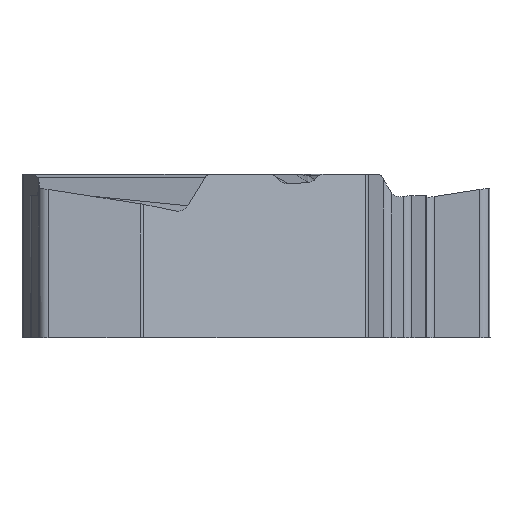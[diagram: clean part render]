
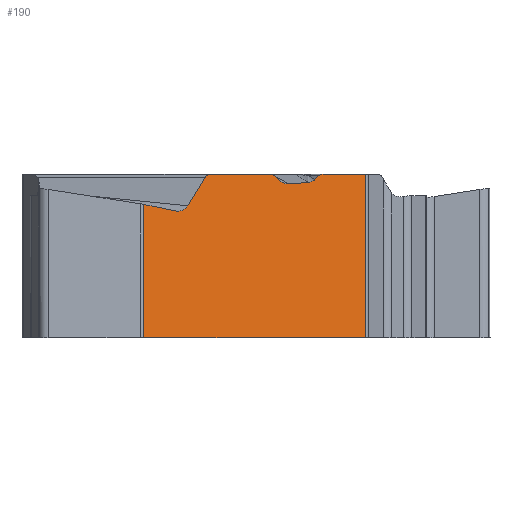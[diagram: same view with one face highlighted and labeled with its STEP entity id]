
A CAD part, front view. The second image highlights one B-rep face of the part: STEP entity #190.
In plain terms, the highlighted planar face has unit normal (0.5, -0.866, 0).
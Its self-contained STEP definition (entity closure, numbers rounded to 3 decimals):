
#134=PLANE('',#2137);
#190=ADVANCED_FACE('',(#340),#134,.F.);
#340=FACE_OUTER_BOUND('',#444,.T.);
#444=EDGE_LOOP('',(#693,#694,#695,#696,#697,#698,#699,#700,#701,#702,#703,
#704,#705,#706,#707,#708));
#537=ELLIPSE('',#2082,0.368,0.32);
#556=ELLIPSE('',#2134,0.15,0.15);
#557=ELLIPSE('',#2135,0.167,0.15);
#558=ELLIPSE('',#2136,0.177,0.15);
#693=ORIENTED_EDGE('',*,*,#1460,.F.);
#694=ORIENTED_EDGE('',*,*,#1461,.T.);
#695=ORIENTED_EDGE('',*,*,#1462,.F.);
#696=ORIENTED_EDGE('',*,*,#1463,.F.);
#697=ORIENTED_EDGE('',*,*,#1464,.F.);
#698=ORIENTED_EDGE('',*,*,#1465,.F.);
#699=ORIENTED_EDGE('',*,*,#1466,.F.);
#700=ORIENTED_EDGE('',*,*,#1467,.F.);
#701=ORIENTED_EDGE('',*,*,#1468,.F.);
#702=ORIENTED_EDGE('',*,*,#1469,.F.);
#703=ORIENTED_EDGE('',*,*,#1470,.F.);
#704=ORIENTED_EDGE('',*,*,#1471,.F.);
#705=ORIENTED_EDGE('',*,*,#1472,.F.);
#706=ORIENTED_EDGE('',*,*,#1369,.T.);
#707=ORIENTED_EDGE('',*,*,#1473,.F.);
#708=ORIENTED_EDGE('',*,*,#1474,.T.);
#1174=VERTEX_POINT('',#3332);
#1176=VERTEX_POINT('',#3335);
#1247=VERTEX_POINT('',#3572);
#1248=VERTEX_POINT('',#3573);
#1249=VERTEX_POINT('',#3575);
#1250=VERTEX_POINT('',#3577);
#1251=VERTEX_POINT('',#3579);
#1252=VERTEX_POINT('',#3581);
#1253=VERTEX_POINT('',#3595);
#1254=VERTEX_POINT('',#3597);
#1255=VERTEX_POINT('',#3611);
#1256=VERTEX_POINT('',#3613);
#1257=VERTEX_POINT('',#3615);
#1258=VERTEX_POINT('',#3617);
#1259=VERTEX_POINT('',#3619);
#1260=VERTEX_POINT('',#3622);
#1369=EDGE_CURVE('',#1176,#1174,#537,.T.);
#1460=EDGE_CURVE('',#1247,#1248,#1716,.T.);
#1461=EDGE_CURVE('',#1247,#1249,#1717,.T.);
#1462=EDGE_CURVE('',#1250,#1249,#1718,.T.);
#1463=EDGE_CURVE('',#1251,#1250,#556,.T.);
#1464=EDGE_CURVE('',#1252,#1251,#1719,.T.);
#1465=EDGE_CURVE('',#1253,#1252,#2031,.T.);
#1466=EDGE_CURVE('',#1254,#1253,#1720,.T.);
#1467=EDGE_CURVE('',#1255,#1254,#2032,.T.);
#1468=EDGE_CURVE('',#1256,#1255,#1721,.T.);
#1469=EDGE_CURVE('',#1257,#1256,#557,.T.);
#1470=EDGE_CURVE('',#1258,#1257,#1722,.T.);
#1471=EDGE_CURVE('',#1259,#1258,#558,.T.);
#1472=EDGE_CURVE('',#1176,#1259,#1723,.T.);
#1473=EDGE_CURVE('',#1260,#1174,#1724,.T.);
#1474=EDGE_CURVE('',#1260,#1248,#1725,.T.);
#1716=LINE('',#3571,#1890);
#1717=LINE('',#3574,#1891);
#1718=LINE('',#3576,#1892);
#1719=LINE('',#3580,#1893);
#1720=LINE('',#3596,#1894);
#1721=LINE('',#3612,#1895);
#1722=LINE('',#3616,#1896);
#1723=LINE('',#3620,#1897);
#1724=LINE('',#3621,#1898);
#1725=LINE('',#3623,#1899);
#1890=VECTOR('',#2440,1.);
#1891=VECTOR('',#2441,1.);
#1892=VECTOR('',#2442,1.);
#1893=VECTOR('',#2445,1.);
#1894=VECTOR('',#2446,1.);
#1895=VECTOR('',#2447,1.);
#1896=VECTOR('',#2450,1.);
#1897=VECTOR('',#2453,1.);
#1898=VECTOR('',#2454,1.);
#1899=VECTOR('',#2455,1.);
#2031=B_SPLINE_CURVE_WITH_KNOTS('',3,(#3582,#3583,#3584,#3585,#3586,#3587,
#3588,#3589,#3590,#3591,#3592,#3593,#3594),.UNSPECIFIED.,.F.,.F.,(4,3,3,
3,4),(0.,0.249,0.498,0.746,1.),
 .UNSPECIFIED.);
#2032=B_SPLINE_CURVE_WITH_KNOTS('',3,(#3598,#3599,#3600,#3601,#3602,#3603,
#3604,#3605,#3606,#3607,#3608,#3609,#3610),.UNSPECIFIED.,.F.,.F.,(4,3,3,
3,4),(0.,0.234,0.468,0.701,1.),
 .UNSPECIFIED.);
#2082=AXIS2_PLACEMENT_3D('',#3334,#2282,#2283);
#2134=AXIS2_PLACEMENT_3D('',#3578,#2443,#2444);
#2135=AXIS2_PLACEMENT_3D('',#3614,#2448,#2449);
#2136=AXIS2_PLACEMENT_3D('',#3618,#2451,#2452);
#2137=AXIS2_PLACEMENT_3D('',#3624,#2456,#2457);
#2282=DIRECTION('',(-0.5,0.866,0.));
#2283=DIRECTION('',(0.853,0.492,-0.174));
#2440=DIRECTION('',(-0.866,-0.5,0.));
#2441=DIRECTION('',(0.,0.,1.));
#2442=DIRECTION('',(0.866,0.5,0.));
#2443=DIRECTION('',(-0.5,0.866,0.));
#2444=DIRECTION('',(0.866,0.5,0.));
#2445=DIRECTION('',(0.658,0.38,0.651));
#2446=DIRECTION('',(0.865,0.5,0.043));
#2447=DIRECTION('',(0.686,0.396,-0.611));
#2448=DIRECTION('',(-0.5,0.866,0.));
#2449=DIRECTION('',(-0.866,-0.5,0.));
#2450=DIRECTION('',(0.866,0.5,0.));
#2451=DIRECTION('',(-0.5,0.866,0.));
#2452=DIRECTION('',(-0.866,-0.5,0.));
#2453=DIRECTION('',(0.497,0.287,0.819));
#2454=DIRECTION('',(0.853,0.492,-0.174));
#2455=DIRECTION('',(0.,0.,-1.));
#2456=DIRECTION('',(-0.5,0.866,0.));
#2457=DIRECTION('',(0.,0.,-1.));
#3332=CARTESIAN_POINT('',(-0.67,-5.886,-0.595));
#3334=CARTESIAN_POINT('',(-0.622,-5.858,-0.28));
#3335=CARTESIAN_POINT('',(-0.349,-5.701,-0.458));
#3571=CARTESIAN_POINT('',(-0.367,-5.711,-3.97));
#3572=CARTESIAN_POINT('',(4.378,-2.971,-3.97));
#3573=CARTESIAN_POINT('',(-1.521,-6.378,-3.97));
#3574=CARTESIAN_POINT('',(4.378,-2.971,3.38));
#3575=CARTESIAN_POINT('',(4.378,-2.971,0.38));
#3576=CARTESIAN_POINT('',(-0.367,-5.711,0.38));
#3577=CARTESIAN_POINT('',(3.222,-3.639,0.38));
#3578=CARTESIAN_POINT('',(3.222,-3.639,0.23));
#3579=CARTESIAN_POINT('',(3.137,-3.688,0.344));
#3580=CARTESIAN_POINT('',(0.97,-4.939,-1.801));
#3581=CARTESIAN_POINT('',(3.029,-3.75,0.237));
#3582=CARTESIAN_POINT('',(2.857,-3.85,0.158));
#3583=CARTESIAN_POINT('',(2.873,-3.841,0.159));
#3584=CARTESIAN_POINT('',(2.888,-3.832,0.162));
#3585=CARTESIAN_POINT('',(2.904,-3.823,0.165));
#3586=CARTESIAN_POINT('',(2.919,-3.814,0.169));
#3587=CARTESIAN_POINT('',(2.934,-3.805,0.174));
#3588=CARTESIAN_POINT('',(2.949,-3.797,0.181));
#3589=CARTESIAN_POINT('',(2.963,-3.789,0.188));
#3590=CARTESIAN_POINT('',(2.977,-3.78,0.196));
#3591=CARTESIAN_POINT('',(2.99,-3.773,0.205));
#3592=CARTESIAN_POINT('',(3.004,-3.765,0.214));
#3593=CARTESIAN_POINT('',(3.017,-3.757,0.225));
#3594=CARTESIAN_POINT('',(3.029,-3.75,0.237));
#3595=CARTESIAN_POINT('',(2.857,-3.85,0.158));
#3596=CARTESIAN_POINT('',(-0.367,-5.711,0.));
#3597=CARTESIAN_POINT('',(2.296,-4.173,0.131));
#3598=CARTESIAN_POINT('',(2.124,-4.273,0.193));
#3599=CARTESIAN_POINT('',(2.136,-4.266,0.182));
#3600=CARTESIAN_POINT('',(2.148,-4.259,0.173));
#3601=CARTESIAN_POINT('',(2.161,-4.252,0.166));
#3602=CARTESIAN_POINT('',(2.173,-4.245,0.158));
#3603=CARTESIAN_POINT('',(2.186,-4.237,0.151));
#3604=CARTESIAN_POINT('',(2.2,-4.229,0.146));
#3605=CARTESIAN_POINT('',(2.214,-4.221,0.141));
#3606=CARTESIAN_POINT('',(2.228,-4.213,0.137));
#3607=CARTESIAN_POINT('',(2.242,-4.205,0.134));
#3608=CARTESIAN_POINT('',(2.26,-4.195,0.131));
#3609=CARTESIAN_POINT('',(2.278,-4.184,0.13));
#3610=CARTESIAN_POINT('',(2.296,-4.173,0.131));
#3611=CARTESIAN_POINT('',(2.124,-4.273,0.193));
#3612=CARTESIAN_POINT('',(4.089,-3.139,-1.557));
#3613=CARTESIAN_POINT('',(1.954,-4.371,0.344));
#3614=CARTESIAN_POINT('',(1.861,-4.425,0.23));
#3615=CARTESIAN_POINT('',(1.861,-4.425,0.38));
#3616=CARTESIAN_POINT('',(5.129,-2.538,0.38));
#3617=CARTESIAN_POINT('',(0.246,-5.357,0.38));
#3618=CARTESIAN_POINT('',(0.246,-5.357,0.23));
#3619=CARTESIAN_POINT('',(0.114,-5.433,0.307));
#3620=CARTESIAN_POINT('',(1.639,-4.553,2.821));
#3621=CARTESIAN_POINT('',(4.866,-2.69,-1.723));
#3622=CARTESIAN_POINT('',(-1.521,-6.378,-0.422));
#3623=CARTESIAN_POINT('',(-1.521,-6.378,-5.47));
#3624=CARTESIAN_POINT('',(-0.367,-5.711,0.));
